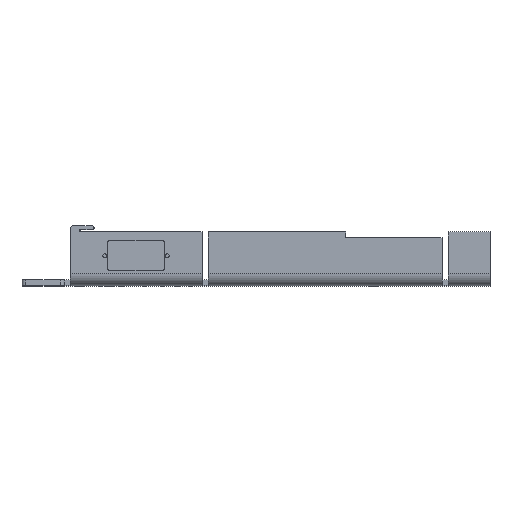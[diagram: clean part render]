
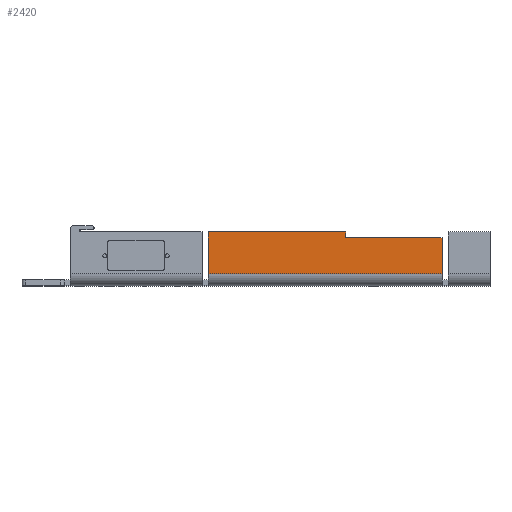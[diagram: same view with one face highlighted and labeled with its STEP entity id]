
A CAD part, top view. The second image highlights one B-rep face of the part: STEP entity #2420.
In plain terms, the highlighted planar face has unit normal (0, 0, 1).
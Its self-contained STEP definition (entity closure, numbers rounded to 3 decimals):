
#58=PLANE('',#2596);
#150=FACE_OUTER_BOUND('',#290,.T.);
#290=EDGE_LOOP('',(#1695,#1696,#1697,#1698,#1699,#1700));
#475=LINE('',#3635,#726);
#476=LINE('',#3637,#727);
#477=LINE('',#3639,#728);
#478=LINE('',#3641,#729);
#479=LINE('',#3643,#730);
#480=LINE('',#3644,#731);
#726=VECTOR('',#2895,1000.);
#727=VECTOR('',#2896,1000.);
#728=VECTOR('',#2897,1000.);
#729=VECTOR('',#2898,1000.);
#730=VECTOR('',#2899,1000.);
#731=VECTOR('',#2900,1000.);
#1100=VERTEX_POINT('',#3633);
#1101=VERTEX_POINT('',#3634);
#1102=VERTEX_POINT('',#3636);
#1103=VERTEX_POINT('',#3638);
#1104=VERTEX_POINT('',#3640);
#1105=VERTEX_POINT('',#3642);
#1330=EDGE_CURVE('',#1100,#1101,#475,.T.);
#1331=EDGE_CURVE('',#1102,#1100,#476,.T.);
#1332=EDGE_CURVE('',#1103,#1102,#477,.T.);
#1333=EDGE_CURVE('',#1103,#1104,#478,.T.);
#1334=EDGE_CURVE('',#1104,#1105,#479,.T.);
#1335=EDGE_CURVE('',#1101,#1105,#480,.T.);
#1695=ORIENTED_EDGE('',*,*,#1330,.F.);
#1696=ORIENTED_EDGE('',*,*,#1331,.F.);
#1697=ORIENTED_EDGE('',*,*,#1332,.F.);
#1698=ORIENTED_EDGE('',*,*,#1333,.T.);
#1699=ORIENTED_EDGE('',*,*,#1334,.T.);
#1700=ORIENTED_EDGE('',*,*,#1335,.F.);
#2420=ADVANCED_FACE('',(#150),#58,.T.);
#2596=AXIS2_PLACEMENT_3D('',#3632,#2893,#2894);
#2893=DIRECTION('center_axis',(0.,0.,1.));
#2894=DIRECTION('ref_axis',(1.,0.,0.));
#2895=DIRECTION('',(1.,0.,0.));
#2896=DIRECTION('',(0.,-1.,0.));
#2897=DIRECTION('',(1.,0.,0.));
#2898=DIRECTION('',(0.,-1.,0.));
#2899=DIRECTION('',(1.,0.,0.));
#2900=DIRECTION('',(0.,-1.,0.));
#3632=CARTESIAN_POINT('Origin',(155.,0.,62.));
#3633=CARTESIAN_POINT('',(269.9,40.,62.));
#3634=CARTESIAN_POINT('',(350.,40.,62.));
#3635=CARTESIAN_POINT('',(350.,40.,62.));
#3636=CARTESIAN_POINT('',(269.9,45.,62.));
#3637=CARTESIAN_POINT('',(269.9,45.,62.));
#3638=CARTESIAN_POINT('',(155.,45.,62.));
#3639=CARTESIAN_POINT('',(155.,45.,62.));
#3640=CARTESIAN_POINT('',(155.,10.,62.));
#3641=CARTESIAN_POINT('',(155.,0.,62.));
#3642=CARTESIAN_POINT('',(350.,10.,62.));
#3643=CARTESIAN_POINT('',(155.,10.,62.));
#3644=CARTESIAN_POINT('',(350.,0.,62.));
